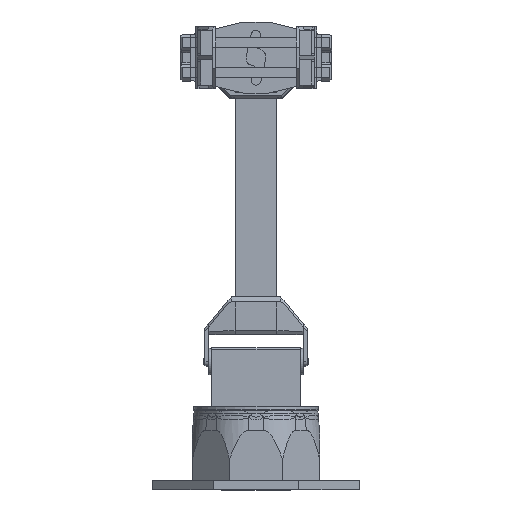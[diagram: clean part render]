
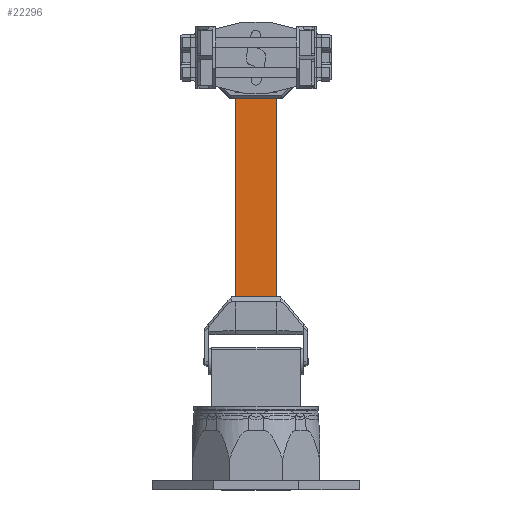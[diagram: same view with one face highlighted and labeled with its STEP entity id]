
A CAD part, front view. The second image highlights one B-rep face of the part: STEP entity #22296.
In plain terms, the highlighted planar face has unit normal (0, -1, 0).
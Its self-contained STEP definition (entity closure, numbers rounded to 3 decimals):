
#1665=FACE_OUTER_BOUND('',#2961,.T.);
#2961=EDGE_LOOP('',(#15408,#15409,#15410,#15411));
#4322=LINE('',#34651,#6753);
#4323=LINE('',#34653,#6754);
#4324=LINE('',#34655,#6755);
#4325=LINE('',#34656,#6756);
#6753=VECTOR('',#26197,10.);
#6754=VECTOR('',#26198,10.);
#6755=VECTOR('',#26199,10.);
#6756=VECTOR('',#26200,10.);
#9272=VERTEX_POINT('',#34649);
#9273=VERTEX_POINT('',#34650);
#9274=VERTEX_POINT('',#34652);
#9275=VERTEX_POINT('',#34654);
#11613=EDGE_CURVE('',#9272,#9273,#4322,.T.);
#11614=EDGE_CURVE('',#9273,#9274,#4323,.T.);
#11615=EDGE_CURVE('',#9275,#9274,#4324,.T.);
#11616=EDGE_CURVE('',#9275,#9272,#4325,.T.);
#15408=ORIENTED_EDGE('',*,*,#11613,.T.);
#15409=ORIENTED_EDGE('',*,*,#11614,.T.);
#15410=ORIENTED_EDGE('',*,*,#11615,.F.);
#15411=ORIENTED_EDGE('',*,*,#11616,.T.);
#21303=PLANE('',#23783);
#22296=ADVANCED_FACE('',(#1665),#21303,.T.);
#23783=AXIS2_PLACEMENT_3D('',#34648,#26195,#26196);
#26195=DIRECTION('center_axis',(0.,-1.,0.));
#26196=DIRECTION('ref_axis',(0.,0.,1.));
#26197=DIRECTION('',(-1.,0.,0.));
#26198=DIRECTION('',(0.,0.,-1.));
#26199=DIRECTION('',(-1.,0.,0.));
#26200=DIRECTION('',(0.,0.,1.));
#34648=CARTESIAN_POINT('Origin',(-19.,-10.,30.));
#34649=CARTESIAN_POINT('',(20.,-10.,260.));
#34650=CARTESIAN_POINT('',(-20.,-10.,260.));
#34651=CARTESIAN_POINT('',(0.55,-10.,260.));
#34652=CARTESIAN_POINT('',(-20.,-10.,64.));
#34653=CARTESIAN_POINT('',(-20.,-10.,250.));
#34654=CARTESIAN_POINT('',(20.,-10.,64.));
#34655=CARTESIAN_POINT('',(-20.,-10.,64.));
#34656=CARTESIAN_POINT('',(20.,-10.,200.));
